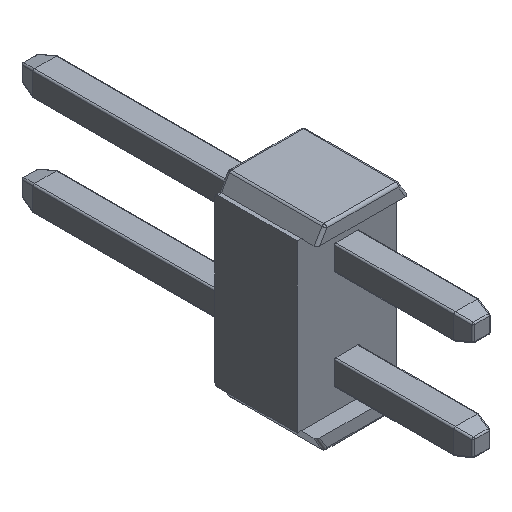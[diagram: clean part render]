
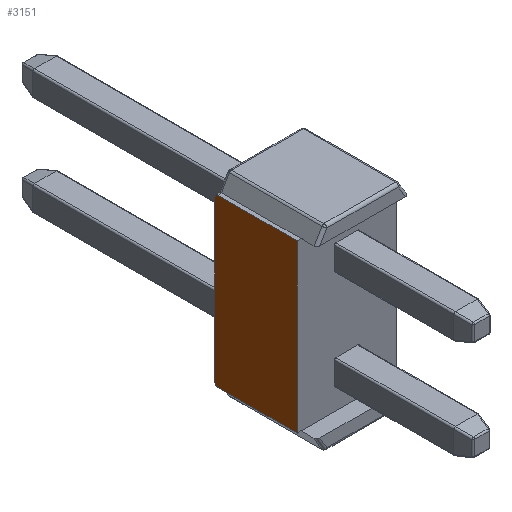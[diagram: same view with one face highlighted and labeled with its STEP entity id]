
A CAD part, isometric view. The second image highlights one B-rep face of the part: STEP entity #3151.
In plain terms, the highlighted planar face has unit normal (-1, 0, 0).
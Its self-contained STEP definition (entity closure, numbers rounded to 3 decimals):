
#8 = ORIENTED_EDGE ( 'NONE', *, *, #4284, .F. ) ;
#74 = LINE ( 'NONE', #1996, #5008 ) ;
#119 = DIRECTION ( 'NONE',  ( 0., -1., 0. ) ) ;
#262 = DIRECTION ( 'NONE',  ( 0., 0., 1. ) ) ;
#344 = VECTOR ( 'NONE', #262, 1000. ) ;
#394 = VERTEX_POINT ( 'NONE', #2721 ) ;
#678 = DIRECTION ( 'NONE',  ( 0., -1., 0. ) ) ;
#750 = CARTESIAN_POINT ( 'NONE',  ( -1.27, 1.25, -2.125 ) ) ;
#795 = ORIENTED_EDGE ( 'NONE', *, *, #2229, .T. ) ;
#850 = CARTESIAN_POINT ( 'NONE',  ( -1.27, 1.18, 2.125 ) ) ;
#868 = EDGE_CURVE ( 'NONE', #3881, #956, #4363, .T. ) ;
#874 = DIRECTION ( 'NONE',  ( 0., 0., -1. ) ) ;
#953 = AXIS2_PLACEMENT_3D ( 'NONE', #2761, #2778, #2384 ) ;
#956 = VERTEX_POINT ( 'NONE', #1710 ) ;
#1145 = EDGE_CURVE ( 'NONE', #3133, #394, #74, .T. ) ;
#1192 = DIRECTION ( 'NONE',  ( -1., 0., 0. ) ) ;
#1217 = AXIS2_PLACEMENT_3D ( 'NONE', #4572, #1192, #874 ) ;
#1418 = EDGE_CURVE ( 'NONE', #1851, #3133, #3576, .T. ) ;
#1554 = DIRECTION ( 'NONE',  ( 1., 0., 0. ) ) ;
#1570 = DIRECTION ( 'NONE',  ( 0., 0., -1. ) ) ;
#1626 = FACE_OUTER_BOUND ( 'NONE', #3938, .T. ) ;
#1710 = CARTESIAN_POINT ( 'NONE',  ( -1.27, 1.18, -2.125 ) ) ;
#1733 = CARTESIAN_POINT ( 'NONE',  ( -1.27, 1.25, -2.125 ) ) ;
#1825 = VERTEX_POINT ( 'NONE', #4905 ) ;
#1851 = VERTEX_POINT ( 'NONE', #850 ) ;
#1996 = CARTESIAN_POINT ( 'NONE',  ( -1.27, -0.85, -2.125 ) ) ;
#2013 = DIRECTION ( 'NONE',  ( 0., 0., -1. ) ) ;
#2182 = ORIENTED_EDGE ( 'NONE', *, *, #1145, .F. ) ;
#2218 = VECTOR ( 'NONE', #119, 1000. ) ;
#2229 = EDGE_CURVE ( 'NONE', #1851, #1825, #2992, .T. ) ;
#2306 = ORIENTED_EDGE ( 'NONE', *, *, #5103, .T. ) ;
#2384 = DIRECTION ( 'NONE',  ( 0., 0., -1. ) ) ;
#2437 = CARTESIAN_POINT ( 'NONE',  ( -1.27, 1.25, -2.055 ) ) ;
#2485 = LINE ( 'NONE', #3123, #344 ) ;
#2602 = VECTOR ( 'NONE', #678, 1000. ) ;
#2711 = LINE ( 'NONE', #1733, #2218 ) ;
#2721 = CARTESIAN_POINT ( 'NONE',  ( -1.27, -0.85, -2.125 ) ) ;
#2761 = CARTESIAN_POINT ( 'NONE',  ( -1.27, 1.18, -2.055 ) ) ;
#2778 = DIRECTION ( 'NONE',  ( -1., 0., 0. ) ) ;
#2788 = CARTESIAN_POINT ( 'NONE',  ( -1.27, -0.85, 2.125 ) ) ;
#2992 = CIRCLE ( 'NONE', #1217, 0.07 ) ;
#3123 = CARTESIAN_POINT ( 'NONE',  ( -1.27, 1.25, -2.125 ) ) ;
#3133 = VERTEX_POINT ( 'NONE', #2788 ) ;
#3151 = ADVANCED_FACE ( 'NONE', ( #1626 ), #4019, .F. ) ;
#3576 = LINE ( 'NONE', #4849, #2602 ) ;
#3881 = VERTEX_POINT ( 'NONE', #2437 ) ;
#3938 = EDGE_LOOP ( 'NONE', ( #8, #4953, #2306, #2182, #5110, #795 ) ) ;
#4019 = PLANE ( 'NONE',  #4936 ) ;
#4284 = EDGE_CURVE ( 'NONE', #3881, #1825, #2485, .T. ) ;
#4363 = CIRCLE ( 'NONE', #953, 0.07 ) ;
#4572 = CARTESIAN_POINT ( 'NONE',  ( -1.27, 1.18, 2.055 ) ) ;
#4849 = CARTESIAN_POINT ( 'NONE',  ( -1.27, 1.25, 2.125 ) ) ;
#4905 = CARTESIAN_POINT ( 'NONE',  ( -1.27, 1.25, 2.055 ) ) ;
#4936 = AXIS2_PLACEMENT_3D ( 'NONE', #750, #1554, #1570 ) ;
#4953 = ORIENTED_EDGE ( 'NONE', *, *, #868, .T. ) ;
#5008 = VECTOR ( 'NONE', #2013, 1000. ) ;
#5103 = EDGE_CURVE ( 'NONE', #956, #394, #2711, .T. ) ;
#5110 = ORIENTED_EDGE ( 'NONE', *, *, #1418, .F. ) ;
